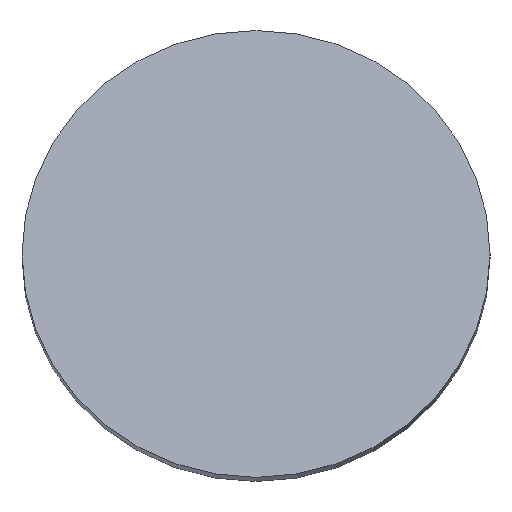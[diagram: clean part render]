
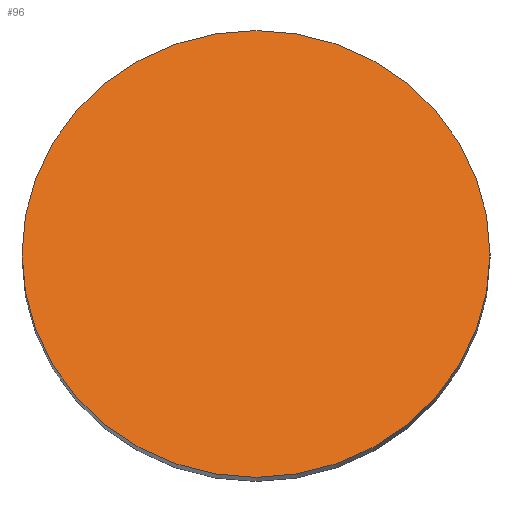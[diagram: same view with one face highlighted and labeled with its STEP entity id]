
A CAD part, top view. The second image highlights one B-rep face of the part: STEP entity #96.
In plain terms, the highlighted face is planar.
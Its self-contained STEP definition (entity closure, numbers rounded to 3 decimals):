
#96=ADVANCED_FACE('',(#103),#104,.T.);
#103=FACE_OUTER_BOUND('',#112,.T.);
#104=PLANE('',#113);
#112=EDGE_LOOP('',(#123));
#113=AXIS2_PLACEMENT_3D('',#124,#125,#126);
#123=ORIENTED_EDGE('',*,*,#198,.F.);
#124=CARTESIAN_POINT('',(0.0,0.0,12.797));
#125=DIRECTION('',(0.0,0.0,1.0));
#126=DIRECTION('',(1.0,0.0,0.0));
#198=EDGE_CURVE('',#202,#202,#203,.T.);
#202=VERTEX_POINT('',#206);
#203=CIRCLE('',#207,85.0);
#206=CARTESIAN_POINT('',(0.,-85.0,12.797));
#207=AXIS2_PLACEMENT_3D('',#211,#212,#213);
#211=CARTESIAN_POINT('',(0.0,0.0,12.797));
#212=DIRECTION('',(0.0,0.0,-1.0));
#213=DIRECTION('',(0.0,1.0,0.0));
